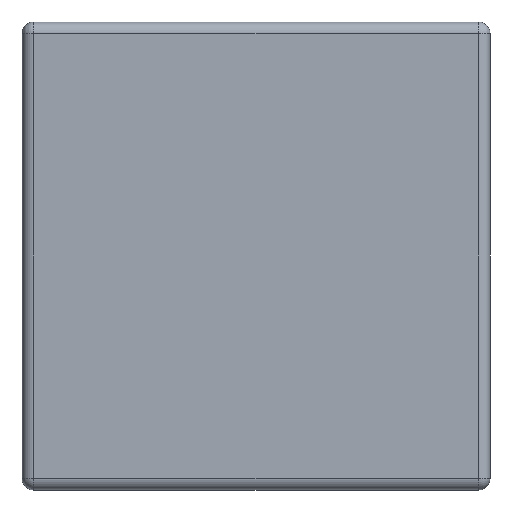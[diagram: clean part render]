
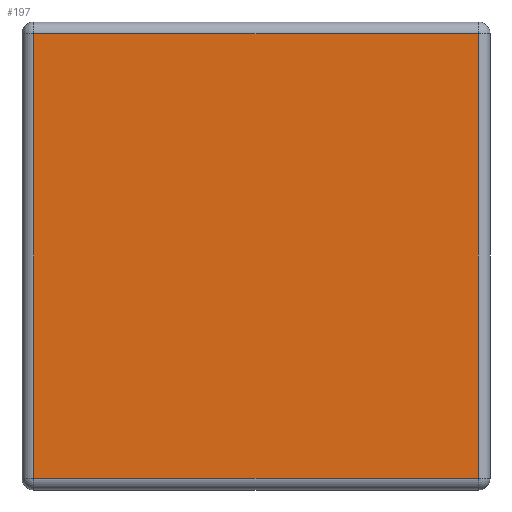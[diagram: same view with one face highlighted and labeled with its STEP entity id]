
A CAD part, front view. The second image highlights one B-rep face of the part: STEP entity #197.
In plain terms, the highlighted planar face has unit normal (0, -1, 0).
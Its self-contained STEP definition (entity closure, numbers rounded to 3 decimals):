
#43 = CARTESIAN_POINT ( 'NONE',  ( -28.5, -2.5, 28.5 ) ) ;
#75 = VECTOR ( 'NONE', #1082, 1000. ) ;
#103 = VECTOR ( 'NONE', #349, 1000. ) ;
#104 = EDGE_LOOP ( 'NONE', ( #281, #602, #1212, #1038 ) ) ;
#114 = CARTESIAN_POINT ( 'NONE',  ( -28.5, -2.5, -28.5 ) ) ;
#120 = CARTESIAN_POINT ( 'NONE',  ( -28.5, -2.5, 28.5 ) ) ;
#139 = EDGE_CURVE ( 'NONE', #1192, #1023, #456, .T. ) ;
#182 = CARTESIAN_POINT ( 'NONE',  ( 28.5, -2.5, -28.5 ) ) ;
#197 = ADVANCED_FACE ( 'NONE', ( #564 ), #1155, .T. ) ;
#281 = ORIENTED_EDGE ( 'NONE', *, *, #139, .T. ) ;
#324 = CARTESIAN_POINT ( 'NONE',  ( 28.5, -2.5, 28.5 ) ) ;
#331 = AXIS2_PLACEMENT_3D ( 'NONE', #598, #1056, #1041 ) ;
#335 = CARTESIAN_POINT ( 'NONE',  ( 28.5, -2.5, -28.5 ) ) ;
#349 = DIRECTION ( 'NONE',  ( 0., 0., -1. ) ) ;
#394 = VECTOR ( 'NONE', #1159, 1000. ) ;
#456 = LINE ( 'NONE', #120, #1022 ) ;
#564 = FACE_OUTER_BOUND ( 'NONE', #104, .T. ) ;
#598 = CARTESIAN_POINT ( 'NONE',  ( 0., -2.5, 0. ) ) ;
#602 = ORIENTED_EDGE ( 'NONE', *, *, #986, .T. ) ;
#698 = VERTEX_POINT ( 'NONE', #335 ) ;
#826 = LINE ( 'NONE', #1377, #103 ) ;
#891 = VERTEX_POINT ( 'NONE', #114 ) ;
#945 = DIRECTION ( 'NONE',  ( -1., 0., 0. ) ) ;
#986 = EDGE_CURVE ( 'NONE', #1023, #891, #826, .T. ) ;
#1022 = VECTOR ( 'NONE', #945, 1000. ) ;
#1023 = VERTEX_POINT ( 'NONE', #43 ) ;
#1038 = ORIENTED_EDGE ( 'NONE', *, *, #1338, .T. ) ;
#1041 = DIRECTION ( 'NONE',  ( 0., 0., -1. ) ) ;
#1056 = DIRECTION ( 'NONE',  ( 0., -1., 0. ) ) ;
#1082 = DIRECTION ( 'NONE',  ( 1., 0., 0. ) ) ;
#1151 = EDGE_CURVE ( 'NONE', #891, #698, #1191, .T. ) ;
#1155 = PLANE ( 'NONE',  #331 ) ;
#1159 = DIRECTION ( 'NONE',  ( 0., 0., 1. ) ) ;
#1191 = LINE ( 'NONE', #182, #75 ) ;
#1192 = VERTEX_POINT ( 'NONE', #324 ) ;
#1212 = ORIENTED_EDGE ( 'NONE', *, *, #1151, .T. ) ;
#1266 = CARTESIAN_POINT ( 'NONE',  ( 28.5, -2.5, 28.5 ) ) ;
#1279 = LINE ( 'NONE', #1266, #394 ) ;
#1338 = EDGE_CURVE ( 'NONE', #698, #1192, #1279, .T. ) ;
#1377 = CARTESIAN_POINT ( 'NONE',  ( -28.5, -2.5, -28.5 ) ) ;
